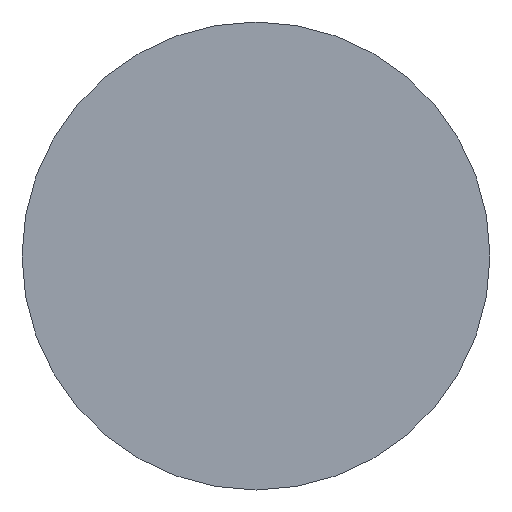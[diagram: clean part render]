
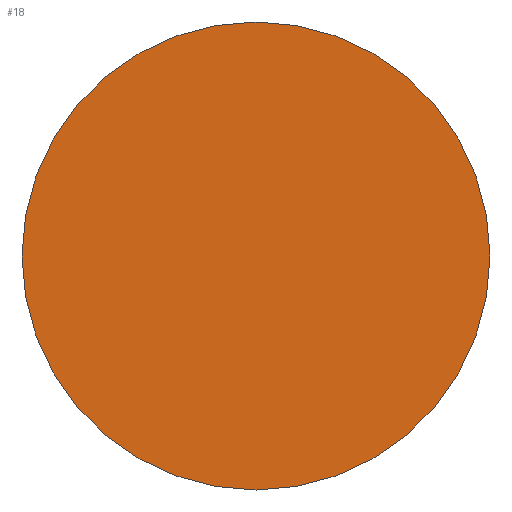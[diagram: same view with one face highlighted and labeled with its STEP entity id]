
A CAD part, left-side view. The second image highlights one B-rep face of the part: STEP entity #18.
In plain terms, the highlighted planar face has unit normal (-1, 0, 0).
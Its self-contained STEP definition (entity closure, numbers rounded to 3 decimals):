
#2 = EDGE_CURVE ( 'NONE', #48, #26, #30, .T. ) ;
#7 = EDGE_LOOP ( 'NONE', ( #59, #42 ) ) ;
#13 = DIRECTION ( 'NONE',  ( 0., 0., 1. ) ) ;
#18 = ADVANCED_FACE ( 'NONE', ( #89 ), #58, .F. ) ;
#26 = VERTEX_POINT ( 'NONE', #103 ) ;
#30 = CIRCLE ( 'NONE', #92, 19. ) ;
#32 = EDGE_CURVE ( 'NONE', #26, #48, #134, .T. ) ;
#33 = AXIS2_PLACEMENT_3D ( 'NONE', #46, #62, #47 ) ;
#37 = DIRECTION ( 'NONE',  ( -1., 0., 0. ) ) ;
#42 = ORIENTED_EDGE ( 'NONE', *, *, #2, .T. ) ;
#46 = CARTESIAN_POINT ( 'NONE',  ( 260.162, 77.293, 0. ) ) ;
#47 = DIRECTION ( 'NONE',  ( 0., 0., -1. ) ) ;
#48 = VERTEX_POINT ( 'NONE', #86 ) ;
#56 = DIRECTION ( 'NONE',  ( 0., 0., 1. ) ) ;
#58 = PLANE ( 'NONE',  #33 ) ;
#59 = ORIENTED_EDGE ( 'NONE', *, *, #32, .T. ) ;
#62 = DIRECTION ( 'NONE',  ( 1., 0., 0. ) ) ;
#86 = CARTESIAN_POINT ( 'NONE',  ( 260.162, 77.293, -19. ) ) ;
#89 = FACE_OUTER_BOUND ( 'NONE', #7, .T. ) ;
#92 = AXIS2_PLACEMENT_3D ( 'NONE', #125, #126, #56 ) ;
#103 = CARTESIAN_POINT ( 'NONE',  ( 260.162, 77.293, 19. ) ) ;
#104 = CARTESIAN_POINT ( 'NONE',  ( 260.162, 77.293, 0. ) ) ;
#125 = CARTESIAN_POINT ( 'NONE',  ( 260.162, 77.293, 0. ) ) ;
#126 = DIRECTION ( 'NONE',  ( -1., 0., 0. ) ) ;
#134 = CIRCLE ( 'NONE', #135, 19. ) ;
#135 = AXIS2_PLACEMENT_3D ( 'NONE', #104, #37, #13 ) ;
